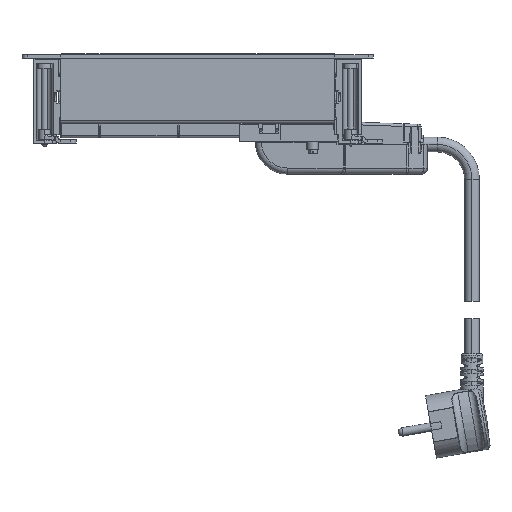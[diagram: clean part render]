
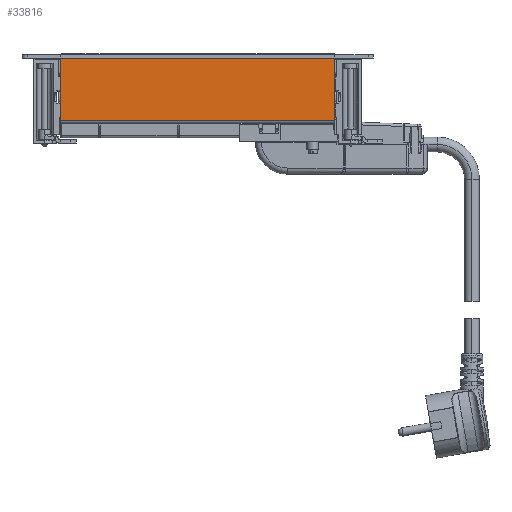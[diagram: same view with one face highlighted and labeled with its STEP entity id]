
A CAD part, front view. The second image highlights one B-rep face of the part: STEP entity #33816.
In plain terms, the highlighted planar face has unit normal (0, -1, 0).
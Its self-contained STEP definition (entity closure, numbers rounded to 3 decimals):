
#33803=AXIS2_PLACEMENT_3D('Plane Axis2P3D',#33800,#33801,#33802) ;
#32128=CARTESIAN_POINT('Vertex',(-157.5,-32.498,7.701)) ;
#32131=CARTESIAN_POINT('Line Origine',(-157.5,-32.498,25.6)) ;
#32135=CARTESIAN_POINT('Vertex',(-157.5,-32.498,43.5)) ;
#32483=CARTESIAN_POINT('Vertex',(0.,-32.498,43.5)) ;
#32486=CARTESIAN_POINT('Line Origine',(0.,-32.498,25.6)) ;
#32490=CARTESIAN_POINT('Vertex',(0.,-32.498,7.701)) ;
#33788=CARTESIAN_POINT('Line Origine',(-78.75,-32.498,7.701)) ;
#33800=CARTESIAN_POINT('Axis2P3D Location',(-90.3,-32.498,7.701)) ;
#33805=CARTESIAN_POINT('Line Origine',(-78.75,-32.498,43.5)) ;
#32132=DIRECTION('Vector Direction',(0.,0.,1.)) ;
#32487=DIRECTION('Vector Direction',(0.,0.,1.)) ;
#33789=DIRECTION('Vector Direction',(1.,0.,0.)) ;
#33801=DIRECTION('Axis2P3D Direction',(0.,1.,-0.)) ;
#33802=DIRECTION('Axis2P3D XDirection',(0.,0.,1.)) ;
#33806=DIRECTION('Vector Direction',(1.,0.,0.)) ;
#32133=VECTOR('Line Direction',#32132,1.) ;
#32488=VECTOR('Line Direction',#32487,1.) ;
#33790=VECTOR('Line Direction',#33789,1.) ;
#33807=VECTOR('Line Direction',#33806,1.) ;
#33811=ORIENTED_EDGE('',*,*,#32137,.T.) ;
#33812=ORIENTED_EDGE('',*,*,#33792,.T.) ;
#33813=ORIENTED_EDGE('',*,*,#32492,.F.) ;
#33814=ORIENTED_EDGE('',*,*,#33809,.F.) ;
#33816=ADVANCED_FACE('MULTI LINK 4 MODULES.1\\D010350.1.1',(#33815),#33804,.F.) ;
#32137=EDGE_CURVE('',#32136,#32129,#32134,.F.) ;
#32492=EDGE_CURVE('',#32484,#32491,#32489,.F.) ;
#33792=EDGE_CURVE('',#32129,#32491,#33791,.T.) ;
#33809=EDGE_CURVE('',#32136,#32484,#33808,.T.) ;
#33810=EDGE_LOOP('',(#33811,#33812,#33813,#33814)) ;
#33815=FACE_OUTER_BOUND('',#33810,.T.) ;
#32134=LINE('Line',#32131,#32133) ;
#32489=LINE('Line',#32486,#32488) ;
#33791=LINE('Line',#33788,#33790) ;
#33808=LINE('Line',#33805,#33807) ;
#33804=PLANE('',#33803) ;
#32129=VERTEX_POINT('',#32128) ;
#32136=VERTEX_POINT('',#32135) ;
#32484=VERTEX_POINT('',#32483) ;
#32491=VERTEX_POINT('',#32490) ;
